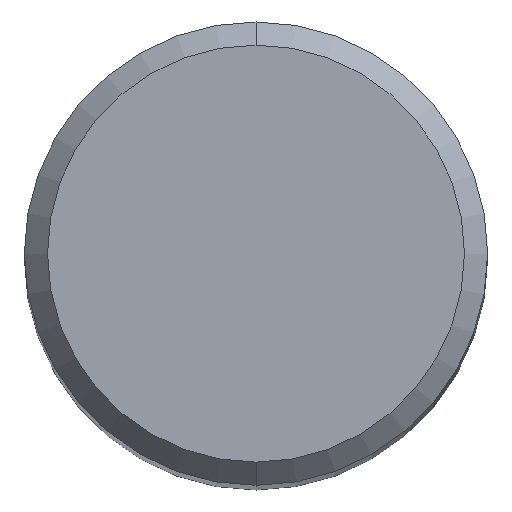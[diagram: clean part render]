
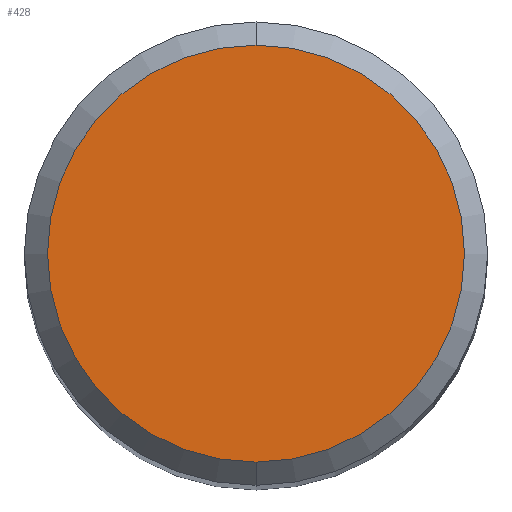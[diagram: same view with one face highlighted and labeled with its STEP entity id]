
A CAD part, top view. The second image highlights one B-rep face of the part: STEP entity #428.
In plain terms, the highlighted planar face has unit normal (0, 0, 1).
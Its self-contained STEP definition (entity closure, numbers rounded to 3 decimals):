
#242=VERTEX_POINT('',#553);
#312=EDGE_CURVE('',#408,#242,#628,.T.);
#334=EDGE_CURVE('',#242,#408,#654,.T.);
#408=VERTEX_POINT('',#734);
#428=ADVANCED_FACE('',(#756),#757,.T.);
#553=CARTESIAN_POINT('',(0.,-4.5,0.0));
#628=CIRCLE('',#1061,4.5);
#654=CIRCLE('',#1109,4.5);
#734=CARTESIAN_POINT('',(0.0,4.5,0.0));
#756=FACE_OUTER_BOUND('',#1400,.T.);
#757=PLANE('',#1401);
#1061=AXIS2_PLACEMENT_3D('',#1623,#1624,#1625);
#1109=AXIS2_PLACEMENT_3D('',#1673,#1674,#1675);
#1400=EDGE_LOOP('',(#1776,#1777));
#1401=AXIS2_PLACEMENT_3D('',#1778,#1779,#1780);
#1623=CARTESIAN_POINT('',(0.0,0.0,0.0));
#1624=DIRECTION('',(0.0,0.0,-1.0));
#1625=DIRECTION('',(0.0,1.0,0.0));
#1673=CARTESIAN_POINT('',(0.0,0.0,0.0));
#1674=DIRECTION('',(0.0,0.0,-1.0));
#1675=DIRECTION('',(0.0,1.0,0.0));
#1776=ORIENTED_EDGE('',*,*,#312,.F.);
#1777=ORIENTED_EDGE('',*,*,#334,.F.);
#1778=CARTESIAN_POINT('',(0.0,2.25,0.0));
#1779=DIRECTION('',(-0.0,0.0,1.0));
#1780=DIRECTION('',(0.0,-1.0,0.0));
